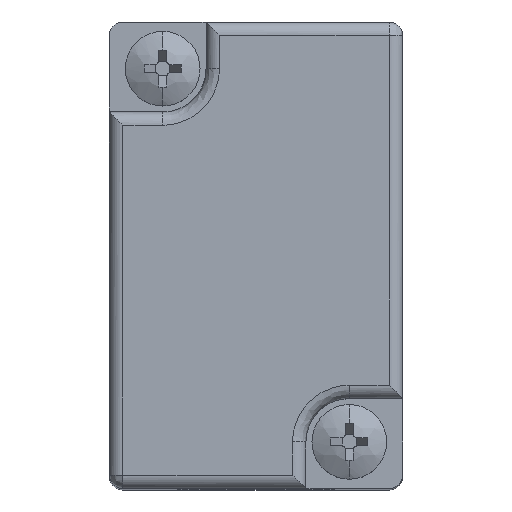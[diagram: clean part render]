
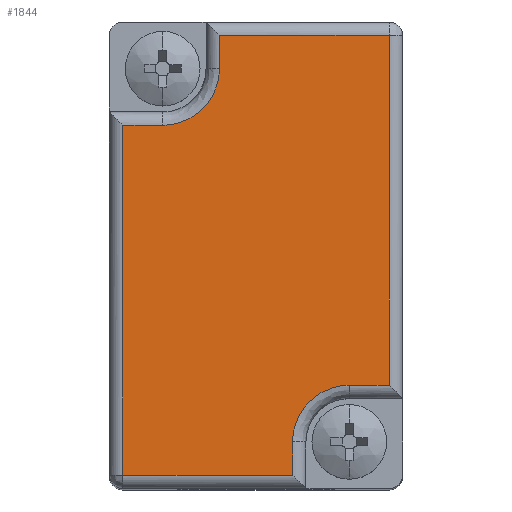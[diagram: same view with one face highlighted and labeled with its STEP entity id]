
A CAD part, top view. The second image highlights one B-rep face of the part: STEP entity #1844.
In plain terms, the highlighted planar face has unit normal (0, 0, 1).
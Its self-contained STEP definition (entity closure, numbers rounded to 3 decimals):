
#440 = EDGE_CURVE ( 'NONE', #2539, #5357, #2283, .T. ) ;
#567 = LINE ( 'NONE', #9707, #2589 ) ;
#679 = CARTESIAN_POINT ( 'NONE',  ( -7.049, 1.149, 31.5 ) ) ;
#836 =( BOUNDED_CURVE ( )  B_SPLINE_CURVE ( 3, ( #9233, #3921, #861, #6220 ),
 .UNSPECIFIED., .F., .F. ) 
 B_SPLINE_CURVE_WITH_KNOTS ( ( 4, 4 ),
 ( 0., 1. ),
 .UNSPECIFIED. ) 
 CURVE ( )  GEOMETRIC_REPRESENTATION_ITEM ( )  RATIONAL_B_SPLINE_CURVE ( ( 1., 0.805, 0.805, 1. ) ) 
 REPRESENTATION_ITEM ( '' )  );
#861 = CARTESIAN_POINT ( 'NONE',  ( -4.299, -10.362, 31.5 ) ) ;
#961 = CARTESIAN_POINT ( 'NONE',  ( -14.049, 10.899, 31.5 ) ) ;
#993 = CARTESIAN_POINT ( 'NONE',  ( 2.951, 1.149, 31.5 ) ) ;
#1121 = DIRECTION ( 'NONE',  ( 0., 1., 0. ) ) ;
#1127 = CARTESIAN_POINT ( 'NONE',  ( -17.049, 10.899, 31.5 ) ) ;
#1350 = VERTEX_POINT ( 'NONE', #1563 ) ;
#1388 = VERTEX_POINT ( 'NONE', #9504 ) ;
#1395 = CARTESIAN_POINT ( 'NONE',  ( -7.049, -8.601, 31.5 ) ) ;
#1563 = CARTESIAN_POINT ( 'NONE',  ( -4.299, -12.851, 31.5 ) ) ;
#1565 = CARTESIAN_POINT ( 'NONE',  ( -7.049, -15.351, 31.5 ) ) ;
#1587 = PLANE ( 'NONE',  #4669 ) ;
#1698 = CARTESIAN_POINT ( 'NONE',  ( -7.049, 10.899, 31.5 ) ) ;
#1737 = ORIENTED_EDGE ( 'NONE', *, *, #7875, .F. ) ;
#1787 = LINE ( 'NONE', #993, #3592 ) ;
#1810 = ORIENTED_EDGE ( 'NONE', *, *, #8829, .F. ) ;
#1844 = ADVANCED_FACE ( 'NONE', ( #9691 ), #1587, .F. ) ;
#1953 = ORIENTED_EDGE ( 'NONE', *, *, #440, .F. ) ;
#2283 = LINE ( 'NONE', #1565, #6364 ) ;
#2345 = VERTEX_POINT ( 'NONE', #8453 ) ;
#2433 = CARTESIAN_POINT ( 'NONE',  ( -14.049, 10.899, 31.5 ) ) ;
#2539 = VERTEX_POINT ( 'NONE', #6039 ) ;
#2589 = VECTOR ( 'NONE', #4389, 1000. ) ;
#3005 = EDGE_CURVE ( 'NONE', #3775, #5180, #9407, .T. ) ;
#3199 = EDGE_CURVE ( 'NONE', #5360, #1388, #3955, .T. ) ;
#3256 = CARTESIAN_POINT ( 'NONE',  ( -9.799, 12.659, 31.5 ) ) ;
#3286 = ORIENTED_EDGE ( 'NONE', *, *, #3664, .F. ) ;
#3287 = VERTEX_POINT ( 'NONE', #2433 ) ;
#3505 = CARTESIAN_POINT ( 'NONE',  ( -17.049, 1.149, 31.5 ) ) ;
#3592 = VECTOR ( 'NONE', #5578, 1000. ) ;
#3664 = EDGE_CURVE ( 'NONE', #1350, #2539, #567, .T. ) ;
#3775 = VERTEX_POINT ( 'NONE', #6822 ) ;
#3921 = CARTESIAN_POINT ( 'NONE',  ( -2.538, -8.601, 31.5 ) ) ;
#3928 = ORIENTED_EDGE ( 'NONE', *, *, #7592, .F. ) ;
#3955 = LINE ( 'NONE', #1395, #5750 ) ;
#4084 = VECTOR ( 'NONE', #7047, 1000. ) ;
#4180 = CARTESIAN_POINT ( 'NONE',  ( -9.799, 1.149, 31.5 ) ) ;
#4369 = CARTESIAN_POINT ( 'NONE',  ( -7.049, 17.649, 31.5 ) ) ;
#4389 = DIRECTION ( 'NONE',  ( 0., -1., 0. ) ) ;
#4669 = AXIS2_PLACEMENT_3D ( 'NONE', #679, #8240, #5226 ) ;
#5138 = DIRECTION ( 'NONE',  ( 1., 0., 0. ) ) ;
#5180 = VERTEX_POINT ( 'NONE', #8605 ) ;
#5226 = DIRECTION ( 'NONE',  ( -1., 0., 0. ) ) ;
#5357 = VERTEX_POINT ( 'NONE', #6573 ) ;
#5360 = VERTEX_POINT ( 'NONE', #7339 ) ;
#5569 = VECTOR ( 'NONE', #8077, 1000. ) ;
#5578 = DIRECTION ( 'NONE',  ( 0., -1., 0. ) ) ;
#5750 = VECTOR ( 'NONE', #9775, 1000. ) ;
#6039 = CARTESIAN_POINT ( 'NONE',  ( -4.299, -15.351, 31.5 ) ) ;
#6220 = CARTESIAN_POINT ( 'NONE',  ( -4.299, -12.851, 31.5 ) ) ;
#6320 = CARTESIAN_POINT ( 'NONE',  ( -11.559, 10.899, 31.5 ) ) ;
#6364 = VECTOR ( 'NONE', #9754, 1000. ) ;
#6484 = VECTOR ( 'NONE', #5138, 1000. ) ;
#6573 = CARTESIAN_POINT ( 'NONE',  ( -17.049, -15.351, 31.5 ) ) ;
#6822 = CARTESIAN_POINT ( 'NONE',  ( -9.799, 15.149, 31.5 ) ) ;
#6909 = LINE ( 'NONE', #3505, #5569 ) ;
#6983 = ORIENTED_EDGE ( 'NONE', *, *, #3005, .F. ) ;
#7047 = DIRECTION ( 'NONE',  ( 1., 0., 0. ) ) ;
#7074 = ORIENTED_EDGE ( 'NONE', *, *, #7961, .F. ) ;
#7339 = CARTESIAN_POINT ( 'NONE',  ( 2.951, -8.601, 31.5 ) ) ;
#7592 = EDGE_CURVE ( 'NONE', #5357, #9269, #6909, .T. ) ;
#7836 = EDGE_LOOP ( 'NONE', ( #1953, #3286, #1737, #8437, #1810, #7074, #6983, #8362, #8034, #3928 ) ) ;
#7875 = EDGE_CURVE ( 'NONE', #1388, #1350, #836, .T. ) ;
#7961 = EDGE_CURVE ( 'NONE', #5180, #2345, #8516, .T. ) ;
#8034 = ORIENTED_EDGE ( 'NONE', *, *, #8781, .F. ) ;
#8077 = DIRECTION ( 'NONE',  ( 0., 1., 0. ) ) ;
#8132 = LINE ( 'NONE', #1698, #4084 ) ;
#8240 = DIRECTION ( 'NONE',  ( 0., 0., -1. ) ) ;
#8362 = ORIENTED_EDGE ( 'NONE', *, *, #8807, .F. ) ;
#8437 = ORIENTED_EDGE ( 'NONE', *, *, #3199, .F. ) ;
#8453 = CARTESIAN_POINT ( 'NONE',  ( 2.951, 17.649, 31.5 ) ) ;
#8516 = LINE ( 'NONE', #4369, #6484 ) ;
#8599 = CARTESIAN_POINT ( 'NONE',  ( -9.799, 15.149, 31.5 ) ) ;
#8605 = CARTESIAN_POINT ( 'NONE',  ( -9.799, 17.649, 31.5 ) ) ;
#8781 = EDGE_CURVE ( 'NONE', #9269, #3287, #8132, .T. ) ;
#8807 = EDGE_CURVE ( 'NONE', #3287, #3775, #9441, .T. ) ;
#8829 = EDGE_CURVE ( 'NONE', #2345, #5360, #1787, .T. ) ;
#9186 = VECTOR ( 'NONE', #1121, 1000. ) ;
#9233 = CARTESIAN_POINT ( 'NONE',  ( -0.049, -8.601, 31.5 ) ) ;
#9269 = VERTEX_POINT ( 'NONE', #1127 ) ;
#9407 = LINE ( 'NONE', #4180, #9186 ) ;
#9441 =( BOUNDED_CURVE ( )  B_SPLINE_CURVE ( 3, ( #961, #6320, #3256, #8599 ),
 .UNSPECIFIED., .F., .T. ) 
 B_SPLINE_CURVE_WITH_KNOTS ( ( 4, 4 ),
 ( 0., 1. ),
 .UNSPECIFIED. ) 
 CURVE ( )  GEOMETRIC_REPRESENTATION_ITEM ( )  RATIONAL_B_SPLINE_CURVE ( ( 1., 0.805, 0.805, 1. ) ) 
 REPRESENTATION_ITEM ( '' )  );
#9504 = CARTESIAN_POINT ( 'NONE',  ( -0.049, -8.601, 31.5 ) ) ;
#9691 = FACE_OUTER_BOUND ( 'NONE', #7836, .T. ) ;
#9707 = CARTESIAN_POINT ( 'NONE',  ( -4.299, 1.149, 31.5 ) ) ;
#9754 = DIRECTION ( 'NONE',  ( -1., 0., 0. ) ) ;
#9775 = DIRECTION ( 'NONE',  ( -1., 0., 0. ) ) ;
